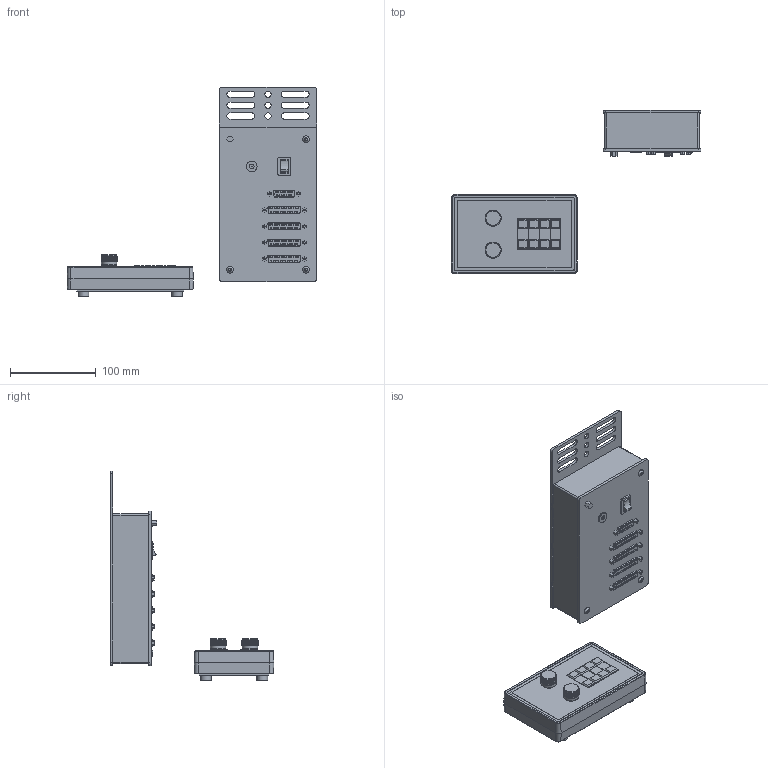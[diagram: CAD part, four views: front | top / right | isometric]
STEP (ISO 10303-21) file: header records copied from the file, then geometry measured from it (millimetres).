
FILE_DESCRIPTION((''),'2;1');
FILE_NAME('mc1000e.stp','2009-04-28T13:31:19',('JC'),(''),'Autodesk Inventor 11','Autodesk Inventor 11','');
FILE_SCHEMA(('AUTOMOTIVE_DESIGN { 1 0 10303 214 1 1 1 1 }'));
Length unit declared in the file: inch
Products named in the file (3): mc1000e; mc1000e1; mc1000e2
Assembly tree (2 placements, depth 2):
  mc1000e
    mc1000e1
    mc1000e2
Bounding box: 291.93 x 191.24 x 245.19 mm (x, y, z)
Volume: 1335654.6 mm3; surface area: 129025.6 mm2
Topology: 4 solids, 4 shells, 1416 faces, 3240 edges, 2146 vertices
Faces by surface type: plane 1166, cylinder 227, cone 12, torus 8, sphere 3
Full cylindrical faces by diameter (mm): 0.762 x1, 1.118 x115, 2.235 x10, 5.461 x1, 7.137 x3, 7.925 x3, 12.446 x4, 12.471 x1, 14.224 x2, 18.034 x2
Entity records: 38830 total; most frequent: DIRECTION 6672, CARTESIAN_POINT 6601, ORIENTED_EDGE 6122, EDGE_CURVE 3061, VECTOR 2292, LINE 2292, AXIS2_PLACEMENT_3D 2190, VERTEX_POINT 2119
